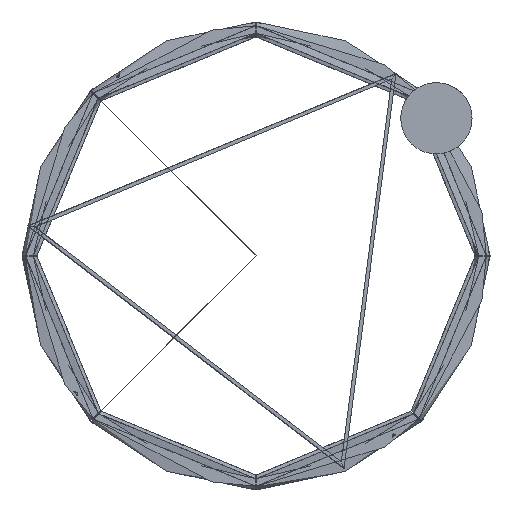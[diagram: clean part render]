
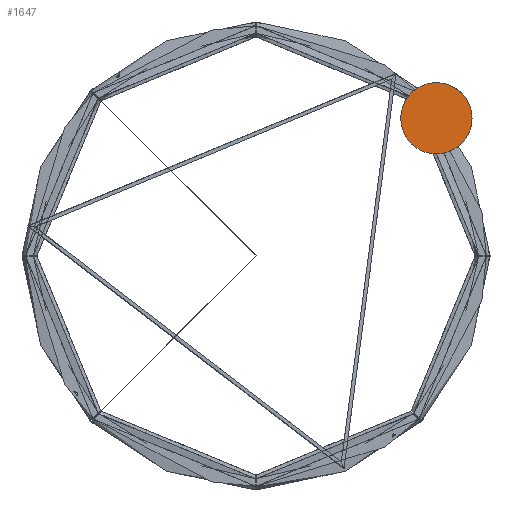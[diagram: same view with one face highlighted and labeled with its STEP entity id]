
A CAD part, top view. The second image highlights one B-rep face of the part: STEP entity #1647.
In plain terms, the highlighted planar face has unit normal (0, 0, 1).
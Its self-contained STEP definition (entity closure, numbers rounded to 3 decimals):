
#1647=ADVANCED_FACE($,(#2883),#18411,.T.);
#2883=FACE_OUTER_BOUND($,#4147,.T.);
#4147=EDGE_LOOP($,(#10734,#10735));
#10734=ORIENTED_EDGE($,*,*,#14836,.T.);
#10735=ORIENTED_EDGE($,*,*,#14837,.T.);
#14836=EDGE_CURVE($,#17558,#17559,#20091,.T.);
#14837=EDGE_CURVE($,#17559,#17558,#20092,.T.);
#17558=VERTEX_POINT($,#55974);
#17559=VERTEX_POINT($,#55975);
#18411=PLANE($,#23554);
#20091=(
BOUNDED_CURVE()
B_SPLINE_CURVE(2,(#55928,#55929,#55930,#55931,#55932),.UNSPECIFIED.,.F.,
.F.)
B_SPLINE_CURVE_WITH_KNOTS((3,2,3),(0.,172.788,345.575),
.UNSPECIFIED.)
CURVE()
GEOMETRIC_REPRESENTATION_ITEM()
RATIONAL_B_SPLINE_CURVE((1.,0.707,1.,0.707,1.))
REPRESENTATION_ITEM($)
);
#20092=(
BOUNDED_CURVE()
B_SPLINE_CURVE(2,(#55933,#55934,#55935,#55936,#55937),.UNSPECIFIED.,.F.,
.F.)
B_SPLINE_CURVE_WITH_KNOTS((3,2,3),(345.575,518.363,691.15),
.UNSPECIFIED.)
CURVE()
GEOMETRIC_REPRESENTATION_ITEM()
RATIONAL_B_SPLINE_CURVE((1.,0.707,1.,0.707,1.))
REPRESENTATION_ITEM($)
);
#23554=AXIS2_PLACEMENT_3D($,#55952,#24259,$);
#24259=DIRECTION($,(0.,0.,1.));
#55928=CARTESIAN_POINT($,(715.494,453.536,1474.932));
#55929=CARTESIAN_POINT($,(715.494,571.536,1474.932));
#55930=CARTESIAN_POINT($,(597.494,571.536,1474.932));
#55931=CARTESIAN_POINT($,(479.494,571.536,1474.932));
#55932=CARTESIAN_POINT($,(479.494,453.536,1474.932));
#55933=CARTESIAN_POINT($,(479.494,453.536,1474.932));
#55934=CARTESIAN_POINT($,(479.494,335.536,1474.932));
#55935=CARTESIAN_POINT($,(597.494,335.536,1474.932));
#55936=CARTESIAN_POINT($,(715.494,335.536,1474.932));
#55937=CARTESIAN_POINT($,(715.494,453.536,1474.932));
#55952=CARTESIAN_POINT($,(477.134,333.176,1474.932));
#55974=CARTESIAN_POINT($,(715.494,453.536,1474.932));
#55975=CARTESIAN_POINT($,(479.494,453.536,1474.932));
